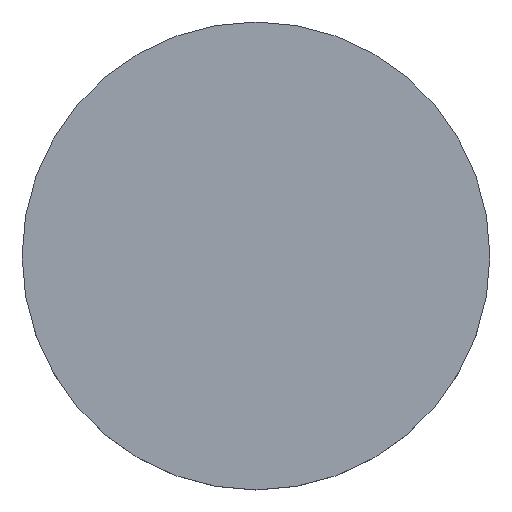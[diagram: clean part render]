
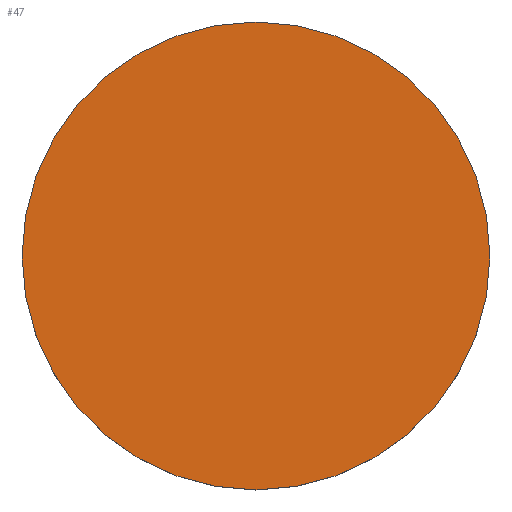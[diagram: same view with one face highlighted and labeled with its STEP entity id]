
A CAD part, top view. The second image highlights one B-rep face of the part: STEP entity #47.
In plain terms, the highlighted planar face has unit normal (0, 0, 1).
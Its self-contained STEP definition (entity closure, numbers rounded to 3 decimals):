
#7 = PLANE ( 'NONE',  #84 ) ;
#24 = CARTESIAN_POINT ( 'NONE',  ( 0., 0., 0. ) ) ;
#26 = DIRECTION ( 'NONE',  ( 0., 0., 1. ) ) ;
#29 = CIRCLE ( 'NONE', #173, 5. ) ;
#43 = CIRCLE ( 'NONE', #127, 5. ) ;
#47 = ADVANCED_FACE ( 'NONE', ( #126 ), #7, .T. ) ;
#50 = DIRECTION ( 'NONE',  ( 1., 0., 0. ) ) ;
#63 = ORIENTED_EDGE ( 'NONE', *, *, #110, .T. ) ;
#69 = VERTEX_POINT ( 'NONE', #102 ) ;
#76 = VERTEX_POINT ( 'NONE', #135 ) ;
#84 = AXIS2_PLACEMENT_3D ( 'NONE', #136, #26, #165 ) ;
#92 = EDGE_LOOP ( 'NONE', ( #128, #63 ) ) ;
#102 = CARTESIAN_POINT ( 'NONE',  ( 5., 0., 0. ) ) ;
#110 = EDGE_CURVE ( 'NONE', #76, #69, #43, .T. ) ;
#118 = CARTESIAN_POINT ( 'NONE',  ( 0., 0., 0. ) ) ;
#125 = DIRECTION ( 'NONE',  ( 0., 0., 1. ) ) ;
#126 = FACE_OUTER_BOUND ( 'NONE', #92, .T. ) ;
#127 = AXIS2_PLACEMENT_3D ( 'NONE', #118, #171, #50 ) ;
#128 = ORIENTED_EDGE ( 'NONE', *, *, #151, .T. ) ;
#135 = CARTESIAN_POINT ( 'NONE',  ( -5., 0., 0. ) ) ;
#136 = CARTESIAN_POINT ( 'NONE',  ( 0., 0., 0. ) ) ;
#151 = EDGE_CURVE ( 'NONE', #69, #76, #29, .T. ) ;
#165 = DIRECTION ( 'NONE',  ( 1., 0., 0. ) ) ;
#171 = DIRECTION ( 'NONE',  ( 0., 0., 1. ) ) ;
#173 = AXIS2_PLACEMENT_3D ( 'NONE', #24, #125, #175 ) ;
#175 = DIRECTION ( 'NONE',  ( 1., 0., 0. ) ) ;
